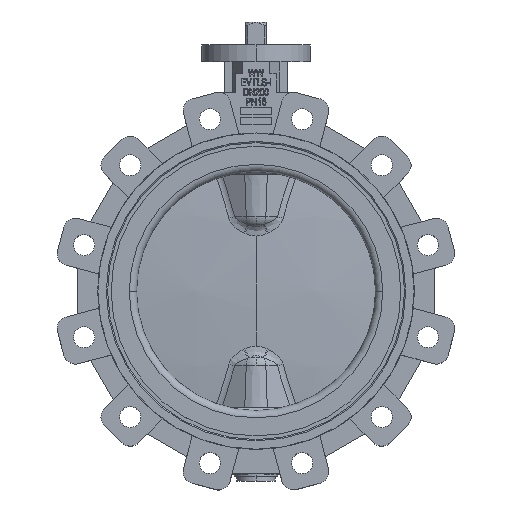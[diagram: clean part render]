
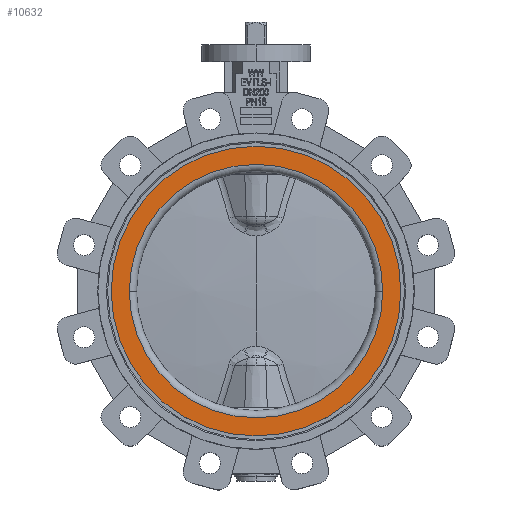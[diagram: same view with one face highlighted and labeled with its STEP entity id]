
A CAD part, top view. The second image highlights one B-rep face of the part: STEP entity #10632.
In plain terms, the highlighted planar face has unit normal (0, 0, 1).
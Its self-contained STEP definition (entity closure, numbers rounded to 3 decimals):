
#623 = VERTEX_POINT ( 'NONE', #21203 ) ;
#666 = CARTESIAN_POINT ( 'NONE',  ( 0., 0., 31. ) ) ;
#1030 = EDGE_LOOP ( 'NONE', ( #12018, #9886 ) ) ;
#1491 = DIRECTION ( 'NONE',  ( 0., 0., 1. ) ) ;
#1647 = FACE_BOUND ( 'NONE', #3969, .T. ) ;
#2625 = EDGE_CURVE ( 'NONE', #11181, #623, #15833, .T. ) ;
#2771 = VERTEX_POINT ( 'NONE', #3682 ) ;
#3682 = CARTESIAN_POINT ( 'NONE',  ( 120., 0., 31. ) ) ;
#3969 = EDGE_LOOP ( 'NONE', ( #11780, #12506 ) ) ;
#4087 = DIRECTION ( 'NONE',  ( 0., 0., 1. ) ) ;
#4987 = DIRECTION ( 'NONE',  ( -1., 0., 0. ) ) ;
#5020 = DIRECTION ( 'NONE',  ( 1., 0., 0. ) ) ;
#6560 = CARTESIAN_POINT ( 'NONE',  ( 0., 0., 31. ) ) ;
#7403 = DIRECTION ( 'NONE',  ( 1., 0., 0. ) ) ;
#7946 = CARTESIAN_POINT ( 'NONE',  ( 0., 0., 31. ) ) ;
#8469 = CARTESIAN_POINT ( 'NONE',  ( 0., 0., 31. ) ) ;
#8612 = CIRCLE ( 'NONE', #21424, 120. ) ;
#9886 = ORIENTED_EDGE ( 'NONE', *, *, #18833, .T. ) ;
#10036 = CARTESIAN_POINT ( 'NONE',  ( -120., 0., 31. ) ) ;
#10632 = ADVANCED_FACE ( 'NONE', ( #1647, #17949 ), #11894, .F. ) ;
#11181 = VERTEX_POINT ( 'NONE', #15584 ) ;
#11350 = CIRCLE ( 'NONE', #19671, 120. ) ;
#11780 = ORIENTED_EDGE ( 'NONE', *, *, #2625, .F. ) ;
#11894 = PLANE ( 'NONE',  #19148 ) ;
#12018 = ORIENTED_EDGE ( 'NONE', *, *, #20150, .T. ) ;
#12045 = DIRECTION ( 'NONE',  ( 0., 0., -1. ) ) ;
#12506 = ORIENTED_EDGE ( 'NONE', *, *, #15930, .F. ) ;
#13182 = CIRCLE ( 'NONE', #20508, 105. ) ;
#13644 = CARTESIAN_POINT ( 'NONE',  ( 0., 105., 31. ) ) ;
#14189 = VERTEX_POINT ( 'NONE', #10036 ) ;
#15068 = DIRECTION ( 'NONE',  ( 1., 0., 0. ) ) ;
#15584 = CARTESIAN_POINT ( 'NONE',  ( 105., 0., 31. ) ) ;
#15833 = CIRCLE ( 'NONE', #20910, 105. ) ;
#15930 = EDGE_CURVE ( 'NONE', #623, #11181, #13182, .T. ) ;
#17949 = FACE_OUTER_BOUND ( 'NONE', #1030, .T. ) ;
#18833 = EDGE_CURVE ( 'NONE', #14189, #2771, #11350, .T. ) ;
#18913 = DIRECTION ( 'NONE',  ( 0., 0., 1. ) ) ;
#19148 = AXIS2_PLACEMENT_3D ( 'NONE', #13644, #12045, #4987 ) ;
#19671 = AXIS2_PLACEMENT_3D ( 'NONE', #7946, #20073, #21894 ) ;
#20073 = DIRECTION ( 'NONE',  ( 0., 0., 1. ) ) ;
#20150 = EDGE_CURVE ( 'NONE', #2771, #14189, #8612, .T. ) ;
#20508 = AXIS2_PLACEMENT_3D ( 'NONE', #666, #4087, #7403 ) ;
#20910 = AXIS2_PLACEMENT_3D ( 'NONE', #6560, #18913, #5020 ) ;
#21203 = CARTESIAN_POINT ( 'NONE',  ( -105., 0., 31. ) ) ;
#21424 = AXIS2_PLACEMENT_3D ( 'NONE', #8469, #1491, #15068 ) ;
#21894 = DIRECTION ( 'NONE',  ( 1., 0., 0. ) ) ;
